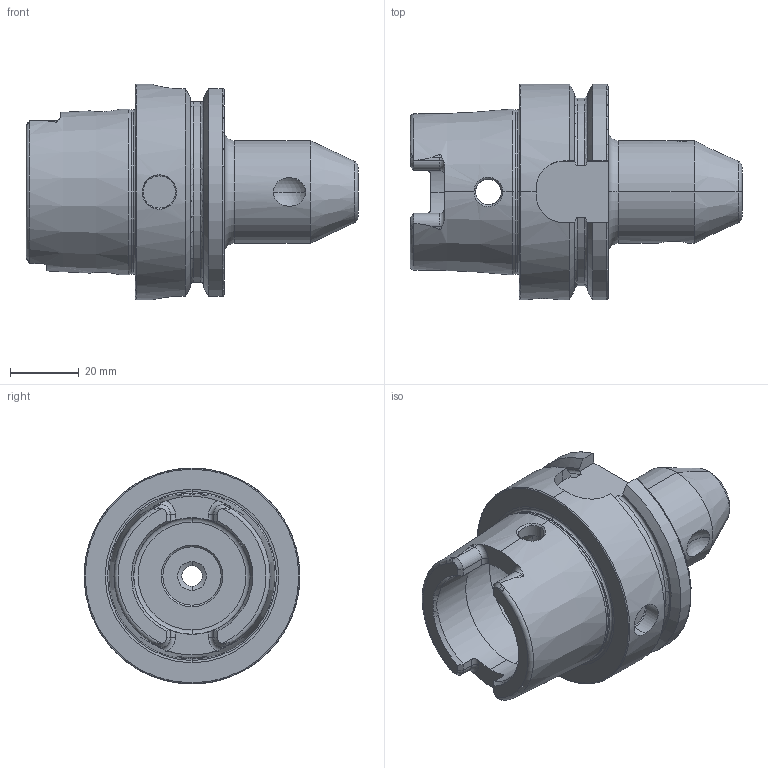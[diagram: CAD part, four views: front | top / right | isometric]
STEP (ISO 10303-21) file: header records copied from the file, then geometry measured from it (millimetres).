
FILE_DESCRIPTION (( 'STEP AP214' ), '1' );
FILE_NAME ('HA6-W06.K01.065.STEP', '2015-02-13T14:26:50', ( 'SWIAdmin' ), ( 'Hewlett-Packard Company' ), 'SwSTEP 2.0', 'SolidWorks 2012', '' );
FILE_SCHEMA (( 'AUTOMOTIVE_DESIGN' ));
Length unit declared in the file: millimetre
Products named in the file (3): W06-ER1.001.010; HA6-W06.K01.065_B_Fertigbearbeitung; HA6-W06.K01.065
Assembly tree (2 placements, depth 2):
  HA6-W06.K01.065
    HA6-W06.K01.065_B_Fertigbearbeitung
    W06-ER1.001.010
Bounding box: 96.9 x 63 x 63 mm (x, y, z)
Volume: 103644 mm3; surface area: 26555.6 mm2
Topology: 2 solids, 2 shells, 201 faces, 517 edges, 324 vertices
Faces by surface type: plane 57, cylinder 55, cone 38, torus 35, bspline 14, sphere 2
Entity records: 9310 total; most frequent: CARTESIAN_POINT 3176, ORIENTED_EDGE 1030, DIRECTION 926, EDGE_CURVE 515, AXIS2_PLACEMENT_3D 376, VERTEX_POINT 324, EDGE_LOOP 215, FACE_OUTER_BOUND 201
